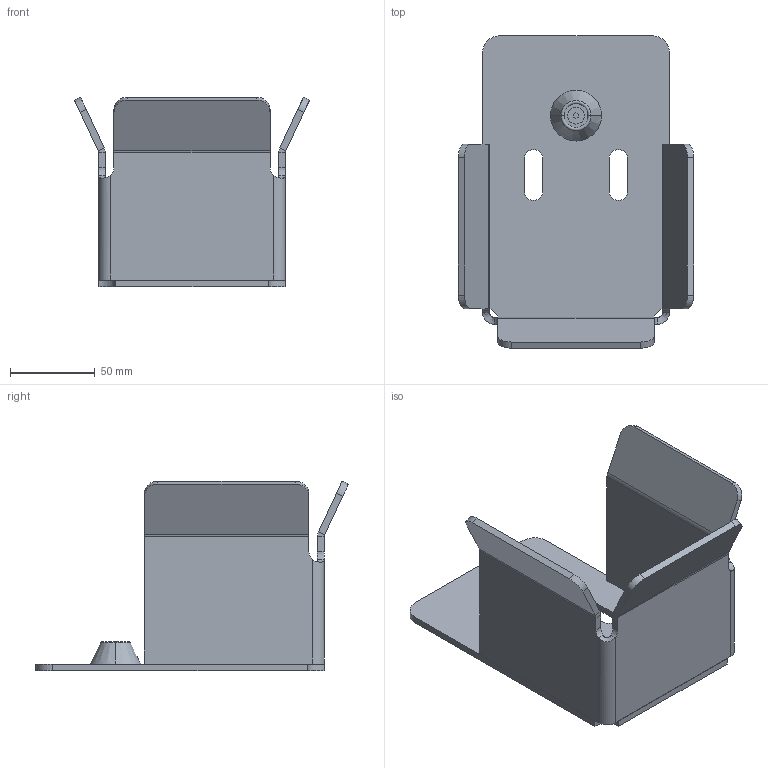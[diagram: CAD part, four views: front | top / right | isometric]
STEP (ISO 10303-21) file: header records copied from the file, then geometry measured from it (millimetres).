
FILE_DESCRIPTION (( 'STEP AP214' ), '1' );
FILE_NAME ('H_15P-100.STEP', '2022-12-15T11:56:46', ( '' ), ( '' ), 'SwSTEP 2.0', 'SolidWorks 2019', '' );
FILE_SCHEMA (( 'AUTOMOTIVE_DESIGN' ));
Length unit declared in the file: millimetre
Products named in the file (4): Skrutka DIN 7991_Skrutka M 5x10; H_15P-100; H_15P-100.P2; H_15P-100.P1
Assembly tree (3 placements, depth 2):
  H_15P-100
    H_15P-100.P1
    H_15P-100.P2
    Skrutka DIN 7991_Skrutka M 5x10
Bounding box: 138.52 x 184.19 x 111.69 mm (x, y, z)
Volume: 207749.8 mm3; surface area: 110994 mm2
Topology: 4 solids, 4 shells, 107 faces, 244 edges, 146 vertices
Faces by surface type: plane 59, cylinder 38, cone 6, bspline 2, torus 2
Entity records: 3303 total; most frequent: CARTESIAN_POINT 647, DIRECTION 538, ORIENTED_EDGE 488, EDGE_CURVE 244, AXIS2_PLACEMENT_3D 191, LINE 156, VECTOR 156, VERTEX_POINT 146
